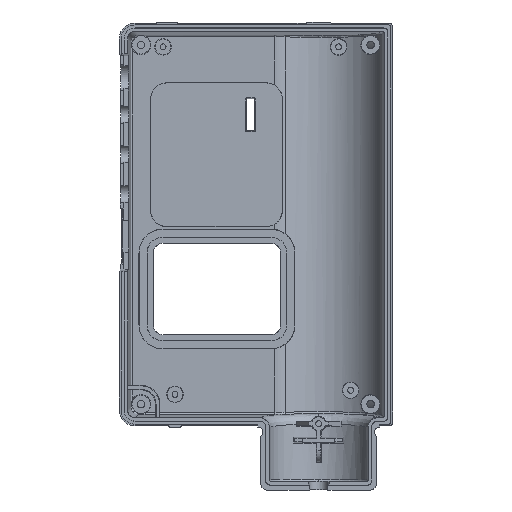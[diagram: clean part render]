
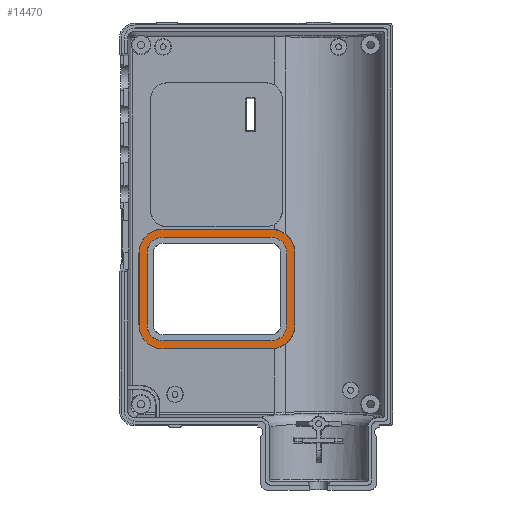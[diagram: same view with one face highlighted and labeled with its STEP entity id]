
A CAD part, front view. The second image highlights one B-rep face of the part: STEP entity #14470.
In plain terms, the highlighted planar face has unit normal (0, -1, 0).
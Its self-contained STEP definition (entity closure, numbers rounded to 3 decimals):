
#132 = CARTESIAN_POINT ( 'NONE',  ( -23.005, 10., -33.654 ) ) ;
#163 = DIRECTION ( 'NONE',  ( 0., 0., 1. ) ) ;
#193 = DIRECTION ( 'NONE',  ( 0., 1., 0. ) ) ;
#213 = PLANE ( 'NONE',  #12457 ) ;
#249 = CARTESIAN_POINT ( 'NONE',  ( 9.999, 10., -9.65 ) ) ;
#259 = AXIS2_PLACEMENT_3D ( 'NONE', #9705, #9660, #9637 ) ;
#280 = CARTESIAN_POINT ( 'NONE',  ( -23.005, 10., -27.65 ) ) ;
#376 = ORIENTED_EDGE ( 'NONE', *, *, #2094, .F. ) ;
#457 = ORIENTED_EDGE ( 'NONE', *, *, #10036, .T. ) ;
#471 = VERTEX_POINT ( 'NONE', #7932 ) ;
#485 = DIRECTION ( 'NONE',  ( 0., 0., 1. ) ) ;
#531 = ORIENTED_EDGE ( 'NONE', *, *, #1186, .F. ) ;
#550 = ORIENTED_EDGE ( 'NONE', *, *, #13413, .T. ) ;
#616 = ORIENTED_EDGE ( 'NONE', *, *, #8657, .F. ) ;
#636 = ORIENTED_EDGE ( 'NONE', *, *, #15116, .F. ) ;
#674 = CIRCLE ( 'NONE', #14550, 6.004 ) ;
#700 = ORIENTED_EDGE ( 'NONE', *, *, #7463, .F. ) ;
#712 = ORIENTED_EDGE ( 'NONE', *, *, #8476, .F. ) ;
#725 = ORIENTED_EDGE ( 'NONE', *, *, #3179, .F. ) ;
#744 = EDGE_CURVE ( 'NONE', #6488, #5324, #2644, .T. ) ;
#764 = ORIENTED_EDGE ( 'NONE', *, *, #1598, .F. ) ;
#801 = VECTOR ( 'NONE', #13748, 1000. ) ;
#823 = CIRCLE ( 'NONE', #9985, 4.009 ) ;
#856 = ORIENTED_EDGE ( 'NONE', *, *, #9287, .F. ) ;
#868 = ORIENTED_EDGE ( 'NONE', *, *, #10206, .F. ) ;
#942 = ORIENTED_EDGE ( 'NONE', *, *, #9840, .F. ) ;
#1158 = ORIENTED_EDGE ( 'NONE', *, *, #744, .T. ) ;
#1171 = ORIENTED_EDGE ( 'NONE', *, *, #14683, .F. ) ;
#1186 = EDGE_CURVE ( 'NONE', #471, #7018, #674, .T. ) ;
#1213 = ORIENTED_EDGE ( 'NONE', *, *, #12517, .T. ) ;
#1598 = EDGE_CURVE ( 'NONE', #5651, #14999, #14384, .T. ) ;
#2001 = AXIS2_PLACEMENT_3D ( 'NONE', #13214, #13172, #12856 ) ;
#2004 = CIRCLE ( 'NONE', #4413, 6.004 ) ;
#2094 = EDGE_CURVE ( 'NONE', #12230, #7090, #12328, .T. ) ;
#2448 = DIRECTION ( 'NONE',  ( 1., 0., 0. ) ) ;
#2550 = VECTOR ( 'NONE', #5390, 1000. ) ;
#2629 = LINE ( 'NONE', #5080, #6082 ) ;
#2644 = LINE ( 'NONE', #5326, #2550 ) ;
#2694 = DIRECTION ( 'NONE',  ( 0., 0., 1. ) ) ;
#2706 = DIRECTION ( 'NONE',  ( 0., 1., 0. ) ) ;
#2741 = CARTESIAN_POINT ( 'NONE',  ( 3.995, 10., -27.65 ) ) ;
#2932 = LINE ( 'NONE', #14011, #801 ) ;
#3002 = CARTESIAN_POINT ( 'NONE',  ( 3.995, 10., -5.641 ) ) ;
#3020 = CARTESIAN_POINT ( 'NONE',  ( -29.009, 10., -27.65 ) ) ;
#3179 = EDGE_CURVE ( 'NONE', #14999, #5689, #9253, .T. ) ;
#3515 = CARTESIAN_POINT ( 'NONE',  ( 3.995, 10., -27.65 ) ) ;
#3617 = DIRECTION ( 'NONE',  ( 0., -1., 0. ) ) ;
#4043 = DIRECTION ( 'NONE',  ( -1., 0., 0. ) ) ;
#4138 = CARTESIAN_POINT ( 'NONE',  ( -23.005, 10., -5.641 ) ) ;
#4369 = CIRCLE ( 'NONE', #259, 4.009 ) ;
#4413 = AXIS2_PLACEMENT_3D ( 'NONE', #5115, #5100, #5079 ) ;
#5059 = DIRECTION ( 'NONE',  ( 1., 0., 0. ) ) ;
#5079 = DIRECTION ( 'NONE',  ( 0., 0., 1. ) ) ;
#5080 = CARTESIAN_POINT ( 'NONE',  ( -23.005, 10., -3.646 ) ) ;
#5100 = DIRECTION ( 'NONE',  ( 0., 1., 0. ) ) ;
#5115 = CARTESIAN_POINT ( 'NONE',  ( -23.005, 10., -9.65 ) ) ;
#5293 = CARTESIAN_POINT ( 'NONE',  ( -23.005, 10., -31.659 ) ) ;
#5324 = VERTEX_POINT ( 'NONE', #13035 ) ;
#5326 = CARTESIAN_POINT ( 'NONE',  ( 8.004, 10., -27.65 ) ) ;
#5390 = DIRECTION ( 'NONE',  ( 0., 0., -1. ) ) ;
#5651 = VERTEX_POINT ( 'NONE', #12015 ) ;
#5689 = VERTEX_POINT ( 'NONE', #5293 ) ;
#5716 = VERTEX_POINT ( 'NONE', #249 ) ;
#5736 = VERTEX_POINT ( 'NONE', #14227 ) ;
#5873 = VERTEX_POINT ( 'NONE', #6729 ) ;
#6060 = VERTEX_POINT ( 'NONE', #7953 ) ;
#6082 = VECTOR ( 'NONE', #5059, 1000. ) ;
#6488 = VERTEX_POINT ( 'NONE', #9499 ) ;
#6595 = VERTEX_POINT ( 'NONE', #3002 ) ;
#6729 = CARTESIAN_POINT ( 'NONE',  ( 3.995, 10., -31.659 ) ) ;
#6986 = VERTEX_POINT ( 'NONE', #14407 ) ;
#7018 = VERTEX_POINT ( 'NONE', #14355 ) ;
#7076 = VERTEX_POINT ( 'NONE', #12593 ) ;
#7090 = VERTEX_POINT ( 'NONE', #12509 ) ;
#7463 = EDGE_CURVE ( 'NONE', #6986, #6060, #2004, .T. ) ;
#7590 = DIRECTION ( 'NONE',  ( 0., 0., 1. ) ) ;
#7622 = DIRECTION ( 'NONE',  ( 0., -1., 0. ) ) ;
#7629 = CARTESIAN_POINT ( 'NONE',  ( -23.005, 10., -27.65 ) ) ;
#7645 = CARTESIAN_POINT ( 'NONE',  ( -27.014, 10., -27.65 ) ) ;
#7932 = CARTESIAN_POINT ( 'NONE',  ( 9.999, 10., -27.65 ) ) ;
#7953 = CARTESIAN_POINT ( 'NONE',  ( -23.005, 10., -3.646 ) ) ;
#8397 = CARTESIAN_POINT ( 'NONE',  ( -23.005, 10., -33.654 ) ) ;
#8476 = EDGE_CURVE ( 'NONE', #7090, #6986, #10386, .T. ) ;
#8657 = EDGE_CURVE ( 'NONE', #7076, #5716, #9268, .T. ) ;
#8807 = DIRECTION ( 'NONE',  ( 0., 0., -1. ) ) ;
#8943 = CARTESIAN_POINT ( 'NONE',  ( -27.014, 10., -27.65 ) ) ;
#9253 = CIRCLE ( 'NONE', #11465, 4.009 ) ;
#9268 = CIRCLE ( 'NONE', #2001, 6.004 ) ;
#9287 = EDGE_CURVE ( 'NONE', #5736, #5651, #4369, .T. ) ;
#9499 = CARTESIAN_POINT ( 'NONE',  ( 8.004, 10., -9.65 ) ) ;
#9637 = DIRECTION ( 'NONE',  ( 0., 0., 1. ) ) ;
#9660 = DIRECTION ( 'NONE',  ( 0., -1., 0. ) ) ;
#9705 = CARTESIAN_POINT ( 'NONE',  ( -23.005, 10., -9.65 ) ) ;
#9840 = EDGE_CURVE ( 'NONE', #6488, #6595, #823, .T. ) ;
#9947 = FACE_OUTER_BOUND ( 'NONE', #14059, .T. ) ;
#9985 = AXIS2_PLACEMENT_3D ( 'NONE', #10629, #10580, #10524 ) ;
#10036 = EDGE_CURVE ( 'NONE', #12230, #7018, #12883, .T. ) ;
#10206 = EDGE_CURVE ( 'NONE', #6595, #5736, #11027, .T. ) ;
#10358 = VECTOR ( 'NONE', #485, 1000. ) ;
#10386 = LINE ( 'NONE', #3020, #10358 ) ;
#10524 = DIRECTION ( 'NONE',  ( 0., 0., 1. ) ) ;
#10580 = DIRECTION ( 'NONE',  ( 0., -1., 0. ) ) ;
#10629 = CARTESIAN_POINT ( 'NONE',  ( 3.995, 10., -9.65 ) ) ;
#10863 = VECTOR ( 'NONE', #4043, 1000. ) ;
#11027 = LINE ( 'NONE', #4138, #10863 ) ;
#11361 = DIRECTION ( 'NONE',  ( 0., 0., 1. ) ) ;
#11465 = AXIS2_PLACEMENT_3D ( 'NONE', #7629, #7622, #7590 ) ;
#11840 = CARTESIAN_POINT ( 'NONE',  ( 9.999, 10., -27.65 ) ) ;
#12015 = CARTESIAN_POINT ( 'NONE',  ( -27.014, 10., -9.65 ) ) ;
#12230 = VERTEX_POINT ( 'NONE', #132 ) ;
#12273 = AXIS2_PLACEMENT_3D ( 'NONE', #3515, #3617, #15003 ) ;
#12328 = CIRCLE ( 'NONE', #12452, 6.004 ) ;
#12452 = AXIS2_PLACEMENT_3D ( 'NONE', #13173, #13148, #13133 ) ;
#12457 = AXIS2_PLACEMENT_3D ( 'NONE', #280, #193, #163 ) ;
#12509 = CARTESIAN_POINT ( 'NONE',  ( -29.009, 10., -27.65 ) ) ;
#12517 = EDGE_CURVE ( 'NONE', #5873, #5689, #2932, .T. ) ;
#12593 = CARTESIAN_POINT ( 'NONE',  ( 3.995, 10., -3.646 ) ) ;
#12856 = DIRECTION ( 'NONE',  ( 0., 0., 1. ) ) ;
#12883 = LINE ( 'NONE', #8397, #12917 ) ;
#12917 = VECTOR ( 'NONE', #2448, 1000. ) ;
#13035 = CARTESIAN_POINT ( 'NONE',  ( 8.004, 10., -27.65 ) ) ;
#13099 = CIRCLE ( 'NONE', #12273, 4.009 ) ;
#13133 = DIRECTION ( 'NONE',  ( 0., 0., 1. ) ) ;
#13148 = DIRECTION ( 'NONE',  ( 0., 1., 0. ) ) ;
#13172 = DIRECTION ( 'NONE',  ( 0., 1., 0. ) ) ;
#13173 = CARTESIAN_POINT ( 'NONE',  ( -23.005, 10., -27.65 ) ) ;
#13214 = CARTESIAN_POINT ( 'NONE',  ( 3.995, 10., -9.65 ) ) ;
#13413 = EDGE_CURVE ( 'NONE', #471, #5716, #15004, .T. ) ;
#13748 = DIRECTION ( 'NONE',  ( -1., 0., 0. ) ) ;
#13898 = FACE_BOUND ( 'NONE', #14289, .T. ) ;
#14011 = CARTESIAN_POINT ( 'NONE',  ( -23.005, 10., -31.659 ) ) ;
#14059 = EDGE_LOOP ( 'NONE', ( #376, #457, #531, #550, #616, #636, #700, #712 ) ) ;
#14227 = CARTESIAN_POINT ( 'NONE',  ( -23.005, 10., -5.641 ) ) ;
#14289 = EDGE_LOOP ( 'NONE', ( #725, #764, #856, #868, #942, #1158, #1171, #1213 ) ) ;
#14355 = CARTESIAN_POINT ( 'NONE',  ( 3.995, 10., -33.654 ) ) ;
#14384 = LINE ( 'NONE', #8943, #14595 ) ;
#14407 = CARTESIAN_POINT ( 'NONE',  ( -29.009, 10., -9.65 ) ) ;
#14470 = ADVANCED_FACE ( 'NONE', ( #9947, #13898 ), #213, .F. ) ;
#14550 = AXIS2_PLACEMENT_3D ( 'NONE', #2741, #2706, #2694 ) ;
#14595 = VECTOR ( 'NONE', #8807, 1000. ) ;
#14658 = VECTOR ( 'NONE', #11361, 1000. ) ;
#14683 = EDGE_CURVE ( 'NONE', #5873, #5324, #13099, .T. ) ;
#14999 = VERTEX_POINT ( 'NONE', #7645 ) ;
#15003 = DIRECTION ( 'NONE',  ( 0., 0., 1. ) ) ;
#15004 = LINE ( 'NONE', #11840, #14658 ) ;
#15116 = EDGE_CURVE ( 'NONE', #6060, #7076, #2629, .T. ) ;
